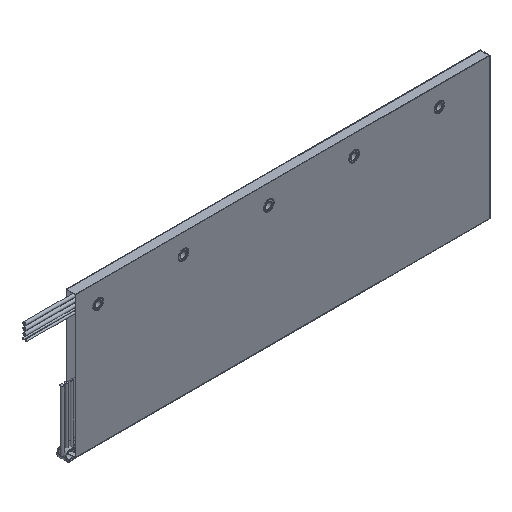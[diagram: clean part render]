
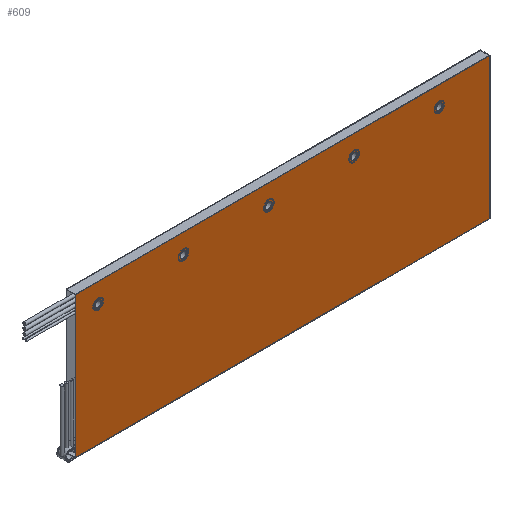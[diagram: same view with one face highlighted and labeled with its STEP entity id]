
A CAD part, isometric view. The second image highlights one B-rep face of the part: STEP entity #609.
In plain terms, the highlighted planar face has unit normal (0, -1, 0).
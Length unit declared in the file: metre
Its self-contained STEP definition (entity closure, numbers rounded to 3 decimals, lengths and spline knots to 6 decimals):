
#609 = ADVANCED_FACE( '', ( #663, #664, #665, #666, #667, #668 ), #669, .F. );
#663 = FACE_BOUND( '', #808, .T. );
#664 = FACE_BOUND( '', #809, .T. );
#665 = FACE_BOUND( '', #810, .T. );
#666 = FACE_BOUND( '', #811, .T. );
#667 = FACE_BOUND( '', #812, .T. );
#668 = FACE_OUTER_BOUND( '', #813, .T. );
#669 = PLANE( '', #814 );
#808 = EDGE_LOOP( '', ( #963 ) );
#809 = EDGE_LOOP( '', ( #964 ) );
#810 = EDGE_LOOP( '', ( #965 ) );
#811 = EDGE_LOOP( '', ( #966 ) );
#812 = EDGE_LOOP( '', ( #967 ) );
#813 = EDGE_LOOP( '', ( #968, #969, #970, #971 ) );
#814 = AXIS2_PLACEMENT_3D( '', #972, #973, #974 );
#963 = ORIENTED_EDGE( '', *, *, #1257, .T. );
#964 = ORIENTED_EDGE( '', *, *, #1258, .T. );
#965 = ORIENTED_EDGE( '', *, *, #1259, .T. );
#966 = ORIENTED_EDGE( '', *, *, #1260, .T. );
#967 = ORIENTED_EDGE( '', *, *, #1261, .T. );
#968 = ORIENTED_EDGE( '', *, *, #1250, .T. );
#969 = ORIENTED_EDGE( '', *, *, #1254, .T. );
#970 = ORIENTED_EDGE( '', *, *, #1262, .T. );
#971 = ORIENTED_EDGE( '', *, *, #1263, .T. );
#972 = CARTESIAN_POINT( '', ( 0., 0., 0.093 ) );
#973 = DIRECTION( '', ( 0., 1., 0. ) );
#974 = DIRECTION( '', ( 0., 0., 1. ) );
#1250 = EDGE_CURVE( '', #1324, #1325, #1326, .T. );
#1254 = EDGE_CURVE( '', #1325, #1332, #1333, .T. );
#1257 = EDGE_CURVE( '', #1337, #1337, #1338, .T. );
#1258 = EDGE_CURVE( '', #1339, #1339, #1340, .T. );
#1259 = EDGE_CURVE( '', #1341, #1341, #1342, .T. );
#1260 = EDGE_CURVE( '', #1343, #1343, #1344, .T. );
#1261 = EDGE_CURVE( '', #1345, #1345, #1346, .T. );
#1262 = EDGE_CURVE( '', #1332, #1347, #1348, .T. );
#1263 = EDGE_CURVE( '', #1347, #1324, #1349, .T. );
#1324 = VERTEX_POINT( '', #1460 );
#1325 = VERTEX_POINT( '', #1461 );
#1326 = LINE( '', #1462, #1463 );
#1332 = VERTEX_POINT( '', #1472 );
#1333 = LINE( '', #1473, #1474 );
#1337 = VERTEX_POINT( '', #1480 );
#1338 = CIRCLE( '', #1481, 0.00225 );
#1339 = VERTEX_POINT( '', #1482 );
#1340 = CIRCLE( '', #1483, 0.00225 );
#1341 = VERTEX_POINT( '', #1484 );
#1342 = CIRCLE( '', #1485, 0.00225 );
#1343 = VERTEX_POINT( '', #1486 );
#1344 = CIRCLE( '', #1487, 0.00225 );
#1345 = VERTEX_POINT( '', #1488 );
#1346 = CIRCLE( '', #1489, 0.00225 );
#1347 = VERTEX_POINT( '', #1490 );
#1348 = LINE( '', #1491, #1492 );
#1349 = LINE( '', #1493, #1494 );
#1460 = CARTESIAN_POINT( '', ( 0., 0., 0.093 ) );
#1461 = CARTESIAN_POINT( '', ( 0., 0., 0. ) );
#1462 = CARTESIAN_POINT( '', ( 0., 0., 0.093 ) );
#1463 = VECTOR( '', #1632, 1. );
#1472 = CARTESIAN_POINT( '', ( 0.272, 0., 0. ) );
#1473 = CARTESIAN_POINT( '', ( 0., 0., 0. ) );
#1474 = VECTOR( '', #1636, 1. );
#1480 = CARTESIAN_POINT( '', ( 0.01725, 0., 0.08 ) );
#1481 = AXIS2_PLACEMENT_3D( '', #1639, #1640, #1641 );
#1482 = CARTESIAN_POINT( '', ( 0.07325, 0., 0.08 ) );
#1483 = AXIS2_PLACEMENT_3D( '', #1642, #1643, #1644 );
#1484 = CARTESIAN_POINT( '', ( 0.24125, 0., 0.08 ) );
#1485 = AXIS2_PLACEMENT_3D( '', #1645, #1646, #1647 );
#1486 = CARTESIAN_POINT( '', ( 0.18525, 0., 0.08 ) );
#1487 = AXIS2_PLACEMENT_3D( '', #1648, #1649, #1650 );
#1488 = CARTESIAN_POINT( '', ( 0.12925, 0., 0.08 ) );
#1489 = AXIS2_PLACEMENT_3D( '', #1651, #1652, #1653 );
#1490 = CARTESIAN_POINT( '', ( 0.272, 0., 0.093 ) );
#1491 = CARTESIAN_POINT( '', ( 0.272, 0., 0. ) );
#1492 = VECTOR( '', #1654, 1. );
#1493 = CARTESIAN_POINT( '', ( 0.272, 0., 0.093 ) );
#1494 = VECTOR( '', #1655, 1. );
#1632 = DIRECTION( '', ( 0., 0., -1. ) );
#1636 = DIRECTION( '', ( 1., 0., 0. ) );
#1639 = CARTESIAN_POINT( '', ( 0.015, 0., 0.08 ) );
#1640 = DIRECTION( '', ( 0., 1., 0. ) );
#1641 = DIRECTION( '', ( 1., 0., 0. ) );
#1642 = CARTESIAN_POINT( '', ( 0.071, 0., 0.08 ) );
#1643 = DIRECTION( '', ( 0., 1., 0. ) );
#1644 = DIRECTION( '', ( 1., 0., 0. ) );
#1645 = CARTESIAN_POINT( '', ( 0.239, 0., 0.08 ) );
#1646 = DIRECTION( '', ( 0., 1., 0. ) );
#1647 = DIRECTION( '', ( 1., 0., 0. ) );
#1648 = CARTESIAN_POINT( '', ( 0.183, 0., 0.08 ) );
#1649 = DIRECTION( '', ( 0., 1., 0. ) );
#1650 = DIRECTION( '', ( 1., 0., 0. ) );
#1651 = CARTESIAN_POINT( '', ( 0.127, 0., 0.08 ) );
#1652 = DIRECTION( '', ( 0., 1., 0. ) );
#1653 = DIRECTION( '', ( 1., 0., 0. ) );
#1654 = DIRECTION( '', ( 0., 0., 1. ) );
#1655 = DIRECTION( '', ( -1., 0., 0. ) );
